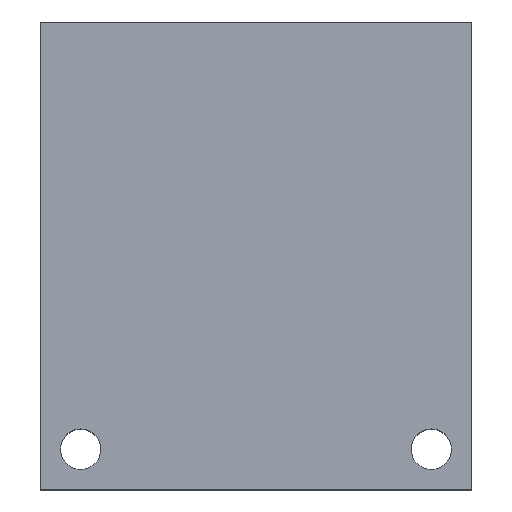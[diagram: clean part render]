
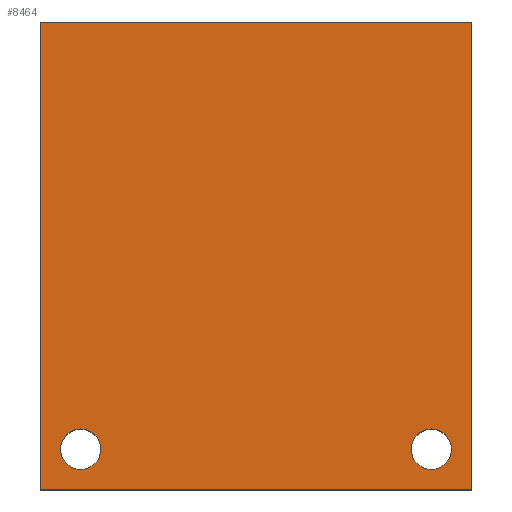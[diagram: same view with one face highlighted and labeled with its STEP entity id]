
A CAD part, top view. The second image highlights one B-rep face of the part: STEP entity #8464.
In plain terms, the highlighted planar face has unit normal (0, 0, 1).
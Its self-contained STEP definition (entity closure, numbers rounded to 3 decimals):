
#102=CIRCLE('',#8813,3.569);
#103=CIRCLE('',#8814,3.569);
#105=CIRCLE('',#8817,3.569);
#106=CIRCLE('',#8818,3.569);
#579=FACE_BOUND('',#1471,.T.);
#580=FACE_BOUND('',#1472,.T.);
#1006=FACE_OUTER_BOUND('',#1470,.T.);
#1470=EDGE_LOOP('',(#7398,#7399,#7400,#7401));
#1471=EDGE_LOOP('',(#7402,#7403));
#1472=EDGE_LOOP('',(#7404,#7405));
#1855=LINE('',#11245,#2673);
#2288=LINE('',#14583,#3106);
#2291=LINE('',#14587,#3109);
#2293=LINE('',#14591,#3111);
#2673=VECTOR('',#9473,10.);
#3106=VECTOR('',#10322,10.);
#3109=VECTOR('',#10327,10.);
#3111=VECTOR('',#10333,10.);
#3376=VERTEX_POINT('',#11242);
#3377=VERTEX_POINT('',#11244);
#3889=VERTEX_POINT('',#14561);
#3890=VERTEX_POINT('',#14562);
#3892=VERTEX_POINT('',#14569);
#3893=VERTEX_POINT('',#14570);
#3897=VERTEX_POINT('',#14580);
#3898=VERTEX_POINT('',#14582);
#4294=EDGE_CURVE('',#3377,#3376,#1855,.T.);
#5054=EDGE_CURVE('',#3889,#3890,#102,.T.);
#5055=EDGE_CURVE('',#3890,#3889,#103,.T.);
#5058=EDGE_CURVE('',#3892,#3893,#105,.T.);
#5059=EDGE_CURVE('',#3893,#3892,#106,.T.);
#5064=EDGE_CURVE('',#3898,#3897,#2288,.T.);
#5067=EDGE_CURVE('',#3376,#3898,#2291,.T.);
#5069=EDGE_CURVE('',#3897,#3377,#2293,.T.);
#7398=ORIENTED_EDGE('',*,*,#5069,.T.);
#7399=ORIENTED_EDGE('',*,*,#4294,.T.);
#7400=ORIENTED_EDGE('',*,*,#5067,.T.);
#7401=ORIENTED_EDGE('',*,*,#5064,.T.);
#7402=ORIENTED_EDGE('',*,*,#5054,.T.);
#7403=ORIENTED_EDGE('',*,*,#5055,.T.);
#7404=ORIENTED_EDGE('',*,*,#5058,.T.);
#7405=ORIENTED_EDGE('',*,*,#5059,.T.);
#7662=PLANE('',#8824);
#8464=ADVANCED_FACE('',(#1006,#579,#580),#7662,.T.);
#8813=AXIS2_PLACEMENT_3D('',#14563,#10302,#10303);
#8814=AXIS2_PLACEMENT_3D('',#14564,#10304,#10305);
#8817=AXIS2_PLACEMENT_3D('',#14571,#10311,#10312);
#8818=AXIS2_PLACEMENT_3D('',#14572,#10313,#10314);
#8824=AXIS2_PLACEMENT_3D('',#14592,#10334,#10335);
#9473=DIRECTION('',(0.,1.,0.));
#10302=DIRECTION('center_axis',(0.,0.,-1.));
#10303=DIRECTION('ref_axis',(1.,0.,0.));
#10304=DIRECTION('center_axis',(0.,0.,-1.));
#10305=DIRECTION('ref_axis',(1.,0.,0.));
#10311=DIRECTION('center_axis',(0.,0.,-1.));
#10312=DIRECTION('ref_axis',(1.,0.,0.));
#10313=DIRECTION('center_axis',(0.,0.,-1.));
#10314=DIRECTION('ref_axis',(1.,0.,0.));
#10322=DIRECTION('',(0.,-1.,0.));
#10327=DIRECTION('',(-1.,0.,0.));
#10333=DIRECTION('',(1.,0.,0.));
#10334=DIRECTION('center_axis',(0.,0.,1.));
#10335=DIRECTION('ref_axis',(1.,0.,0.));
#11242=CARTESIAN_POINT('',(76.2,82.55,38.1));
#11244=CARTESIAN_POINT('',(76.2,0.,38.1));
#11245=CARTESIAN_POINT('',(76.2,0.,38.1));
#14561=CARTESIAN_POINT('',(10.706,7.137,38.1));
#14562=CARTESIAN_POINT('',(3.569,7.137,38.1));
#14563=CARTESIAN_POINT('Origin',(7.137,7.137,38.1));
#14564=CARTESIAN_POINT('Origin',(7.137,7.137,38.1));
#14569=CARTESIAN_POINT('',(72.631,7.137,38.1));
#14570=CARTESIAN_POINT('',(65.494,7.137,38.1));
#14571=CARTESIAN_POINT('Origin',(69.063,7.137,38.1));
#14572=CARTESIAN_POINT('Origin',(69.063,7.137,38.1));
#14580=CARTESIAN_POINT('',(0.,0.,38.1));
#14582=CARTESIAN_POINT('',(0.,82.55,38.1));
#14583=CARTESIAN_POINT('',(0.,82.55,38.1));
#14587=CARTESIAN_POINT('',(76.2,82.55,38.1));
#14591=CARTESIAN_POINT('',(0.,0.,38.1));
#14592=CARTESIAN_POINT('Origin',(38.1,41.275,38.1));
